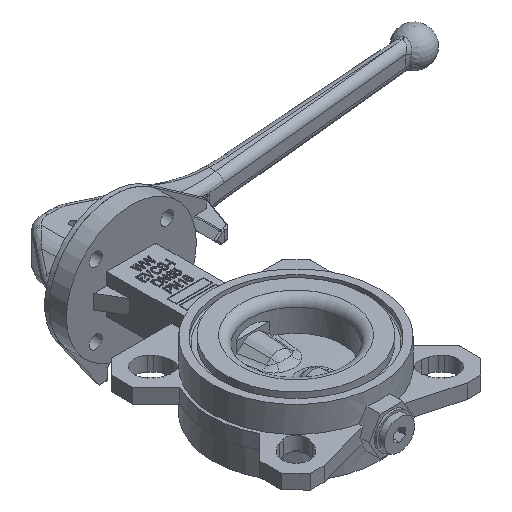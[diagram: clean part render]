
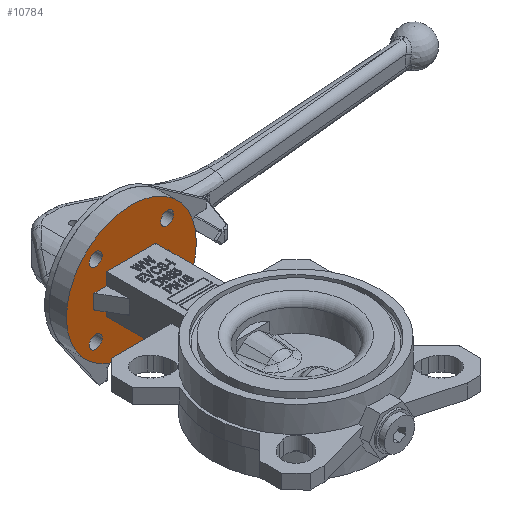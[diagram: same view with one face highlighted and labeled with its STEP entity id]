
A CAD part, isometric view. The second image highlights one B-rep face of the part: STEP entity #10784.
In plain terms, the highlighted planar face has unit normal (0, -1, 0).
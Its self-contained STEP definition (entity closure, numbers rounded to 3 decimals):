
#139=FACE_BOUND('',#1829,.T.);
#140=FACE_BOUND('',#1830,.T.);
#141=FACE_BOUND('',#1831,.T.);
#142=FACE_BOUND('',#1832,.T.);
#143=FACE_BOUND('',#1833,.T.);
#326=PLANE('',#11650);
#1207=FACE_OUTER_BOUND('',#1828,.T.);
#1828=EDGE_LOOP('',(#8334));
#1829=EDGE_LOOP('',(#8335,#8336,#8337,#8338,#8339,#8340,#8341,#8342,#8343,
#8344,#8345,#8346));
#1830=EDGE_LOOP('',(#8347));
#1831=EDGE_LOOP('',(#8348));
#1832=EDGE_LOOP('',(#8349));
#1833=EDGE_LOOP('',(#8350));
#2500=LINE('',#18941,#3418);
#2626=LINE('',#20263,#3544);
#2627=LINE('',#20265,#3545);
#2628=LINE('',#20267,#3546);
#2629=LINE('',#20269,#3547);
#2630=LINE('',#20271,#3548);
#2631=LINE('',#20273,#3549);
#2632=LINE('',#20275,#3550);
#2633=LINE('',#20277,#3551);
#2634=LINE('',#20279,#3552);
#2635=LINE('',#20280,#3553);
#2636=LINE('',#20281,#3554);
#3418=VECTOR('',#13220,1000.);
#3544=VECTOR('',#13352,1000.);
#3545=VECTOR('',#13353,1000.);
#3546=VECTOR('',#13354,1000.);
#3547=VECTOR('',#13355,1000.);
#3548=VECTOR('',#13356,1000.);
#3549=VECTOR('',#13357,1000.);
#3550=VECTOR('',#13358,1000.);
#3551=VECTOR('',#13359,1000.);
#3552=VECTOR('',#13360,1000.);
#3553=VECTOR('',#13361,1000.);
#3554=VECTOR('',#13362,1000.);
#4291=CIRCLE('',#11566,4.5);
#4293=CIRCLE('',#11569,4.5);
#4295=CIRCLE('',#11572,4.5);
#4297=CIRCLE('',#11575,4.5);
#4300=CIRCLE('',#11579,45.);
#4773=VERTEX_POINT('',#18692);
#4775=VERTEX_POINT('',#18698);
#4777=VERTEX_POINT('',#18704);
#4779=VERTEX_POINT('',#18710);
#4782=VERTEX_POINT('',#18718);
#4845=VERTEX_POINT('',#18938);
#4846=VERTEX_POINT('',#18940);
#5036=VERTEX_POINT('',#20261);
#5037=VERTEX_POINT('',#20262);
#5038=VERTEX_POINT('',#20264);
#5039=VERTEX_POINT('',#20266);
#5040=VERTEX_POINT('',#20268);
#5041=VERTEX_POINT('',#20270);
#5042=VERTEX_POINT('',#20272);
#5043=VERTEX_POINT('',#20274);
#5044=VERTEX_POINT('',#20276);
#5045=VERTEX_POINT('',#20278);
#5969=EDGE_CURVE('',#4773,#4773,#4291,.T.);
#5972=EDGE_CURVE('',#4775,#4775,#4293,.T.);
#5975=EDGE_CURVE('',#4777,#4777,#4295,.T.);
#5978=EDGE_CURVE('',#4779,#4779,#4297,.T.);
#5983=EDGE_CURVE('',#4782,#4782,#4300,.T.);
#6074=EDGE_CURVE('',#4845,#4846,#2500,.T.);
#6268=EDGE_CURVE('',#5036,#5037,#2626,.T.);
#6269=EDGE_CURVE('',#5036,#5038,#2627,.T.);
#6270=EDGE_CURVE('',#5038,#5039,#2628,.T.);
#6271=EDGE_CURVE('',#5039,#5040,#2629,.T.);
#6272=EDGE_CURVE('',#5041,#5040,#2630,.T.);
#6273=EDGE_CURVE('',#5042,#5041,#2631,.T.);
#6274=EDGE_CURVE('',#5042,#5043,#2632,.T.);
#6275=EDGE_CURVE('',#5044,#5043,#2633,.T.);
#6276=EDGE_CURVE('',#5045,#5044,#2634,.T.);
#6277=EDGE_CURVE('',#4846,#5045,#2635,.T.);
#6278=EDGE_CURVE('',#4845,#5037,#2636,.T.);
#8334=ORIENTED_EDGE('',*,*,#5983,.F.);
#8335=ORIENTED_EDGE('',*,*,#6268,.F.);
#8336=ORIENTED_EDGE('',*,*,#6269,.T.);
#8337=ORIENTED_EDGE('',*,*,#6270,.T.);
#8338=ORIENTED_EDGE('',*,*,#6271,.T.);
#8339=ORIENTED_EDGE('',*,*,#6272,.F.);
#8340=ORIENTED_EDGE('',*,*,#6273,.F.);
#8341=ORIENTED_EDGE('',*,*,#6274,.T.);
#8342=ORIENTED_EDGE('',*,*,#6275,.F.);
#8343=ORIENTED_EDGE('',*,*,#6276,.F.);
#8344=ORIENTED_EDGE('',*,*,#6277,.F.);
#8345=ORIENTED_EDGE('',*,*,#6074,.F.);
#8346=ORIENTED_EDGE('',*,*,#6278,.T.);
#8347=ORIENTED_EDGE('',*,*,#5969,.T.);
#8348=ORIENTED_EDGE('',*,*,#5972,.T.);
#8349=ORIENTED_EDGE('',*,*,#5975,.T.);
#8350=ORIENTED_EDGE('',*,*,#5978,.T.);
#10784=ADVANCED_FACE('',(#1207,#139,#140,#141,#142,#143),#326,.F.);
#11566=AXIS2_PLACEMENT_3D('',#18693,#13019,#13020);
#11569=AXIS2_PLACEMENT_3D('',#18699,#13026,#13027);
#11572=AXIS2_PLACEMENT_3D('',#18705,#13033,#13034);
#11575=AXIS2_PLACEMENT_3D('',#18711,#13040,#13041);
#11579=AXIS2_PLACEMENT_3D('',#18720,#13050,#13051);
#11650=AXIS2_PLACEMENT_3D('',#20260,#13350,#13351);
#13019=DIRECTION('center_axis',(0.,1.,0.));
#13020=DIRECTION('ref_axis',(0.,0.,1.));
#13026=DIRECTION('center_axis',(0.,1.,0.));
#13027=DIRECTION('ref_axis',(0.,0.,1.));
#13033=DIRECTION('center_axis',(0.,1.,0.));
#13034=DIRECTION('ref_axis',(0.,0.,1.));
#13040=DIRECTION('center_axis',(0.,1.,0.));
#13041=DIRECTION('ref_axis',(0.,0.,1.));
#13050=DIRECTION('center_axis',(0.,1.,0.));
#13051=DIRECTION('ref_axis',(0.,0.,1.));
#13220=DIRECTION('',(-1.,0.,0.));
#13350=DIRECTION('center_axis',(0.,1.,0.));
#13351=DIRECTION('ref_axis',(0.,0.,1.));
#13352=DIRECTION('',(-1.,0.,0.));
#13353=DIRECTION('',(0.,0.,-1.));
#13354=DIRECTION('',(-1.,0.,0.));
#13355=DIRECTION('',(0.,0.,-1.));
#13356=DIRECTION('',(1.,0.,0.));
#13357=DIRECTION('',(0.,0.,-1.));
#13358=DIRECTION('',(-1.,0.,0.));
#13359=DIRECTION('',(0.,0.,-1.));
#13360=DIRECTION('',(-1.,0.,0.));
#13361=DIRECTION('',(0.,0.,-1.));
#13362=DIRECTION('',(0.,0.,-1.));
#18692=CARTESIAN_POINT('',(-24.749,114.,-29.249));
#18693=CARTESIAN_POINT('Origin',(-24.749,114.,-24.749));
#18698=CARTESIAN_POINT('',(-24.749,114.,20.249));
#18699=CARTESIAN_POINT('Origin',(-24.749,114.,24.749));
#18704=CARTESIAN_POINT('',(24.749,114.,20.249));
#18705=CARTESIAN_POINT('Origin',(24.749,114.,24.749));
#18710=CARTESIAN_POINT('',(24.749,114.,-29.249));
#18711=CARTESIAN_POINT('Origin',(24.749,114.,-24.749));
#18718=CARTESIAN_POINT('',(0.,114.,-45.));
#18720=CARTESIAN_POINT('Origin',(0.,114.,0.));
#18938=CARTESIAN_POINT('',(17.,114.,13.5));
#18940=CARTESIAN_POINT('',(-17.,114.,13.5));
#18941=CARTESIAN_POINT('',(7.794,114.,13.5));
#20260=CARTESIAN_POINT('Origin',(0.,114.,0.));
#20261=CARTESIAN_POINT('',(26.,114.,5.));
#20262=CARTESIAN_POINT('',(17.,114.,5.));
#20263=CARTESIAN_POINT('',(-26.,114.,5.));
#20264=CARTESIAN_POINT('',(26.,114.,-5.));
#20265=CARTESIAN_POINT('',(26.,114.,5.));
#20266=CARTESIAN_POINT('',(17.,114.,-5.));
#20267=CARTESIAN_POINT('',(-26.,114.,-5.));
#20268=CARTESIAN_POINT('',(17.,114.,-13.5));
#20269=CARTESIAN_POINT('',(17.,114.,13.5));
#20270=CARTESIAN_POINT('',(-17.,114.,-13.5));
#20271=CARTESIAN_POINT('',(-7.794,114.,-13.5));
#20272=CARTESIAN_POINT('',(-17.,114.,-5.));
#20273=CARTESIAN_POINT('',(-17.,114.,13.5));
#20274=CARTESIAN_POINT('',(-26.,114.,-5.));
#20275=CARTESIAN_POINT('',(-26.,114.,-5.));
#20276=CARTESIAN_POINT('',(-26.,114.,5.));
#20277=CARTESIAN_POINT('',(-26.,114.,5.));
#20278=CARTESIAN_POINT('',(-17.,114.,5.));
#20279=CARTESIAN_POINT('',(-26.,114.,5.));
#20280=CARTESIAN_POINT('',(-17.,114.,13.5));
#20281=CARTESIAN_POINT('',(17.,114.,13.5));
